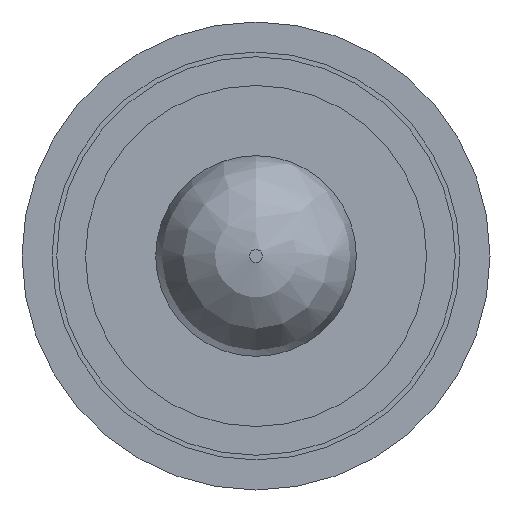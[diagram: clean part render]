
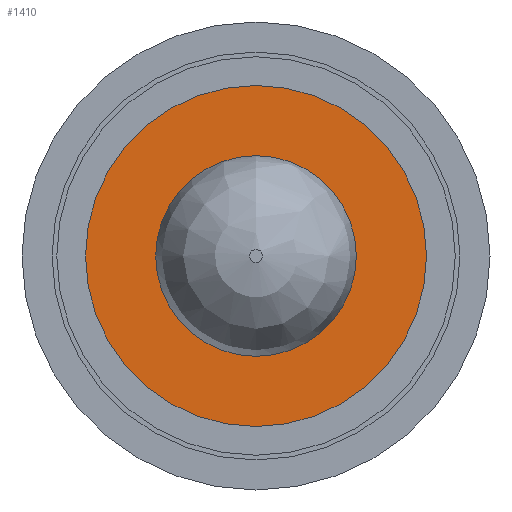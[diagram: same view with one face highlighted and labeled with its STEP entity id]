
A CAD part, front view. The second image highlights one B-rep face of the part: STEP entity #1410.
In plain terms, the highlighted planar face has unit normal (0, -1, 0).
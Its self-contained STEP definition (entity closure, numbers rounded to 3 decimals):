
#84=FACE_BOUND('',#471,.T.);
#98=PLANE('',#1516);
#384=FACE_OUTER_BOUND('',#470,.T.);
#470=EDGE_LOOP('',(#994));
#471=EDGE_LOOP('',(#995));
#569=CIRCLE('',#1511,0.375);
#570=CIRCLE('',#1514,0.638);
#627=VERTEX_POINT('',#2080);
#628=VERTEX_POINT('',#2085);
#771=EDGE_CURVE('',#627,#627,#569,.T.);
#772=EDGE_CURVE('',#628,#628,#570,.T.);
#994=ORIENTED_EDGE('',*,*,#772,.T.);
#995=ORIENTED_EDGE('',*,*,#771,.T.);
#1410=ADVANCED_FACE('',(#384,#84),#98,.T.);
#1511=AXIS2_PLACEMENT_3D('',#2082,#1661,#1662);
#1514=AXIS2_PLACEMENT_3D('',#2086,#1667,#1668);
#1516=AXIS2_PLACEMENT_3D('',#2090,#1672,#1673);
#1661=DIRECTION('center_axis',(0.,1.,0.));
#1662=DIRECTION('ref_axis',(1.,0.,0.));
#1667=DIRECTION('center_axis',(0.,-1.,0.));
#1668=DIRECTION('ref_axis',(1.,0.,0.));
#1672=DIRECTION('center_axis',(0.,-1.,0.));
#1673=DIRECTION('ref_axis',(1.,0.,0.));
#2080=CARTESIAN_POINT('',(-0.375,-30.8,0.));
#2082=CARTESIAN_POINT('Origin',(0.,-30.8,0.));
#2085=CARTESIAN_POINT('',(-0.638,-30.8,0.));
#2086=CARTESIAN_POINT('Origin',(0.,-30.8,0.));
#2090=CARTESIAN_POINT('Origin',(0.,-30.8,0.));
